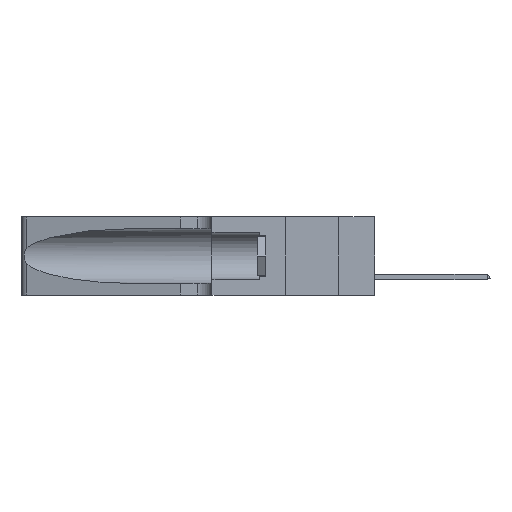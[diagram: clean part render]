
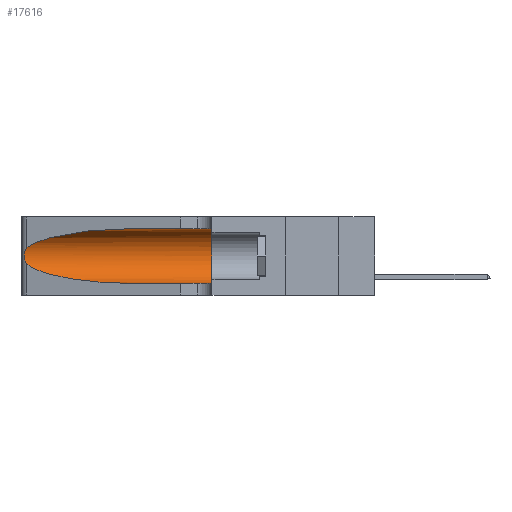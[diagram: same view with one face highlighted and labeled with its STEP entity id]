
A CAD part, left-side view. The second image highlights one B-rep face of the part: STEP entity #17616.
In plain terms, the highlighted cylindrical face has radius 3.308 mm (diameter 6.617 mm), a partial arc.
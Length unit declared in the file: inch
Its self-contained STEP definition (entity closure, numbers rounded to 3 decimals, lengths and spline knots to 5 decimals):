
#114 = CARTESIAN_POINT ( 'NONE',  ( 0.25487, 1.22718, 0.14631 ) ) ;
#490 = EDGE_CURVE ( 'NONE', #34194, #5500, #30236, .T. ) ;
#1459 = EDGE_CURVE ( 'NONE', #28406, #21180, #13623, .T. ) ;
#1730 = CARTESIAN_POINT ( 'NONE',  ( 0.25487, 1.22718, 0.22369 ) ) ;
#2943 = CARTESIAN_POINT ( 'NONE',  ( 0.25555, 1.22994, 0.2215 ) ) ;
#3447 = CARTESIAN_POINT ( 'NONE',  ( 0.25487, 1.22718, 0.14631 ) ) ;
#4327 = VECTOR ( 'NONE', #8465, 39.37008 ) ;
#5358 = ORIENTED_EDGE ( 'NONE', *, *, #21869, .F. ) ;
#5500 = VERTEX_POINT ( 'NONE', #33262 ) ;
#5906 = CARTESIAN_POINT ( 'NONE',  ( 0.25555, 1.22993, 0.14849 ) ) ;
#6464 = CARTESIAN_POINT ( 'NONE',  ( 0.18966, 0.96281, 0.31525 ) ) ;
#8197 = DIRECTION ( 'NONE',  ( 0., -1., 0. ) ) ;
#8465 = DIRECTION ( 'NONE',  ( 0., -1., 0. ) ) ;
#8973 = CARTESIAN_POINT ( 'NONE',  ( 0.1305, 0.72297, 0.31525 ) ) ;
#11014 = ORIENTED_EDGE ( 'NONE', *, *, #31143, .F. ) ;
#11271 = CARTESIAN_POINT ( 'NONE',  ( 0.25639, 1.23184, 0.21858 ) ) ;
#11303 = CARTESIAN_POINT ( 'NONE',  ( 0.1305, 1.61858, 0.05475 ) ) ;
#11887 = FACE_OUTER_BOUND ( 'NONE', #24452, .T. ) ;
#12134 = LINE ( 'NONE', #29832, #26601 ) ;
#13141 = ORIENTED_EDGE ( 'NONE', *, *, #33496, .T. ) ;
#13623 = B_SPLINE_CURVE_WITH_KNOTS ( 'NONE', 3,
 ( #21829, #2943, #11271, #13648, #19354, #16850, #32960, #24553, #30393, #16495, #30163, #22071, #5906, #114 ),
 .UNSPECIFIED., .F., .F.,
 ( 4, 2, 2, 2, 2, 2, 4 ),
 ( 0., 0.00027, 0.00053, 0.00107, 0.0016, 0.00187, 0.00214 ),
 .UNSPECIFIED. ) ;
#13648 = CARTESIAN_POINT ( 'NONE',  ( 0.25787, 1.23484, 0.2124 ) ) ;
#13820 = EDGE_CURVE ( 'NONE', #27802, #28406, #30587, .T. ) ;
#16495 = CARTESIAN_POINT ( 'NONE',  ( 0.25856, 1.23593, 0.16098 ) ) ;
#16632 = CARTESIAN_POINT ( 'NONE',  ( 0.1305, 0.72297, 0.05475 ) ) ;
#16850 = CARTESIAN_POINT ( 'NONE',  ( 0.26018, 1.23835, 0.19895 ) ) ;
#16911 = ORIENTED_EDGE ( 'NONE', *, *, #1459, .T. ) ;
#17616 = ADVANCED_FACE ( 'NONE', ( #11887 ), #26764, .F. ) ;
#17804 = CARTESIAN_POINT ( 'NONE',  ( 0.1305, 1.61858, 0.185 ) ) ;
#17923 = DIRECTION ( 'NONE',  ( 0., -1., 0. ) ) ;
#18012 = VERTEX_POINT ( 'NONE', #34247 ) ;
#18501 = CARTESIAN_POINT ( 'NONE',  ( 0.18966, 0.96281, 0.05475 ) ) ;
#18547 = AXIS2_PLACEMENT_3D ( 'NONE', #17804, #17923, #25887 ) ;
#19354 = CARTESIAN_POINT ( 'NONE',  ( 0.25854, 1.2359, 0.20912 ) ) ;
#19842 = DIRECTION ( 'NONE',  ( 0., 1., 0. ) ) ;
#20948 = CARTESIAN_POINT ( 'NONE',  ( 0.25487, 1.22718, 0.22369 ) ) ;
#21180 = VERTEX_POINT ( 'NONE', #3447 ) ;
#21557 = CARTESIAN_POINT ( 'NONE',  ( 0.25487, 1.22718, 0.14631 ) ) ;
#21829 = CARTESIAN_POINT ( 'NONE',  ( 0.25487, 1.22718, 0.22369 ) ) ;
#21869 = EDGE_CURVE ( 'NONE', #18012, #5500, #25170, .T. ) ;
#22071 = CARTESIAN_POINT ( 'NONE',  ( 0.25639, 1.23186, 0.15144 ) ) ;
#22441 = CARTESIAN_POINT ( 'NONE',  ( 0.1305, 0.35, 0.185 ) ) ;
#24452 = EDGE_LOOP ( 'NONE', ( #28363, #16911, #13141, #26682, #5358, #11014 ) ) ;
#24553 = CARTESIAN_POINT ( 'NONE',  ( 0.26075, 1.23896, 0.178 ) ) ;
#25170 = CIRCLE ( 'NONE', #34088, 0.13025 ) ;
#25596 = CARTESIAN_POINT ( 'NONE',  ( 0.2373, 1.15595, 0.28018 ) ) ;
#25887 = DIRECTION ( 'NONE',  ( 0., 0., -1. ) ) ;
#25996 = CARTESIAN_POINT ( 'NONE',  ( 0.1305, 0.72297, 0.31525 ) ) ;
#26469 = CARTESIAN_POINT ( 'NONE',  ( 0.2373, 1.15595, 0.08982 ) ) ;
#26601 = VECTOR ( 'NONE', #8197, 39.37008 ) ;
#26682 = ORIENTED_EDGE ( 'NONE', *, *, #490, .T. ) ;
#26764 = CYLINDRICAL_SURFACE ( 'NONE', #18547, 0.13025 ) ;
#27802 = VERTEX_POINT ( 'NONE', #25996 ) ;
#28363 = ORIENTED_EDGE ( 'NONE', *, *, #13820, .T. ) ;
#28406 = VERTEX_POINT ( 'NONE', #20948 ) ;
#29832 = CARTESIAN_POINT ( 'NONE',  ( 0.1305, 1.61858, 0.31525 ) ) ;
#30163 = CARTESIAN_POINT ( 'NONE',  ( 0.25789, 1.23486, 0.15765 ) ) ;
#30236 = LINE ( 'NONE', #11303, #4327 ) ;
#30393 = CARTESIAN_POINT ( 'NONE',  ( 0.26017, 1.23833, 0.17102 ) ) ;
#30504 = DIRECTION ( 'NONE',  ( 0., 0., 1. ) ) ;
#30587 =( BOUNDED_CURVE ( )  B_SPLINE_CURVE ( 3, ( #8973, #6464, #25596, #1730 ),
 .UNSPECIFIED., .F., .T. ) 
 B_SPLINE_CURVE_WITH_KNOTS ( ( 4, 4 ),
 ( 1.5708, 2.84003 ),
 .UNSPECIFIED. ) 
 CURVE ( )  GEOMETRIC_REPRESENTATION_ITEM ( )  RATIONAL_B_SPLINE_CURVE ( ( 1., 0.87, 0.87, 1. ) ) 
 REPRESENTATION_ITEM ( '' )  );
#31143 = EDGE_CURVE ( 'NONE', #27802, #18012, #12134, .T. ) ;
#31876 = CARTESIAN_POINT ( 'NONE',  ( 0.1305, 0.72297, 0.05475 ) ) ;
#32960 = CARTESIAN_POINT ( 'NONE',  ( 0.26075, 1.23896, 0.19203 ) ) ;
#33181 =( BOUNDED_CURVE ( )  B_SPLINE_CURVE ( 3, ( #21557, #26469, #18501, #31876 ),
 .UNSPECIFIED., .F., .T. ) 
 B_SPLINE_CURVE_WITH_KNOTS ( ( 4, 4 ),
 ( 3.44316, 4.71239 ),
 .UNSPECIFIED. ) 
 CURVE ( )  GEOMETRIC_REPRESENTATION_ITEM ( )  RATIONAL_B_SPLINE_CURVE ( ( 1., 0.87, 0.87, 1. ) ) 
 REPRESENTATION_ITEM ( '' )  );
#33262 = CARTESIAN_POINT ( 'NONE',  ( 0.1305, 0.35, 0.05475 ) ) ;
#33496 = EDGE_CURVE ( 'NONE', #21180, #34194, #33181, .T. ) ;
#34088 = AXIS2_PLACEMENT_3D ( 'NONE', #22441, #19842, #30504 ) ;
#34194 = VERTEX_POINT ( 'NONE', #16632 ) ;
#34247 = CARTESIAN_POINT ( 'NONE',  ( 0.1305, 0.35, 0.31525 ) ) ;
